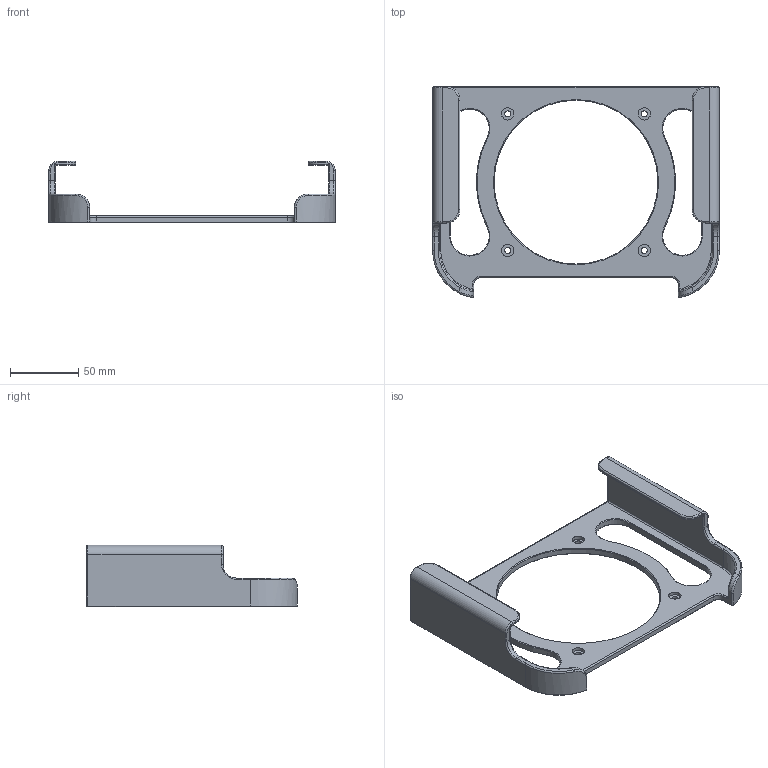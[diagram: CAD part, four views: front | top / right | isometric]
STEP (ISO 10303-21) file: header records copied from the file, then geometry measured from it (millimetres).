
FILE_DESCRIPTION(('FreeCAD Model'),'2;1');
FILE_NAME('Open CASCADE Shape Model','2024-01-30T19:42:04',(''),(''), 'Open CASCADE STEP processor 7.6','FreeCAD','Unknown');
FILE_SCHEMA(('AUTOMOTIVE_DESIGN { 1 0 10303 214 1 1 1 1 }'));
Length unit declared in the file: millimetre
Products named in the file (1): vesa mount mac mini frame
Bounding box: 210 x 154.47 x 45 mm (x, y, z)
Volume: 124147.9 mm3; surface area: 60289 mm2
Topology: 1 solids, 1 shells, 164 faces, 377 edges, 219 vertices
Faces by surface type: cylinder 67, plane 36, torus 30, cone 25, bspline 6
Full cylindrical faces by diameter (mm): 4.4 x4, 9 x4, 120 x1
Entity records: 6707 total; most frequent: CARTESIAN_POINT 2862, DIRECTION 876, ORIENTED_EDGE 754, EDGE_CURVE 377, AXIS2_PLACEMENT_3D 352, VERTEX_POINT 219, CIRCLE 193, FACE_BOUND 182
